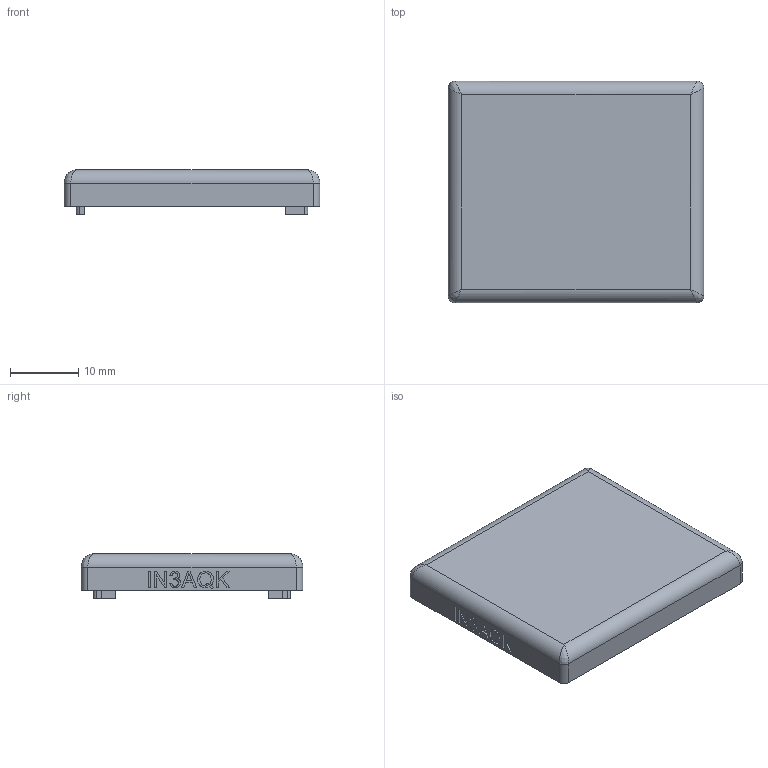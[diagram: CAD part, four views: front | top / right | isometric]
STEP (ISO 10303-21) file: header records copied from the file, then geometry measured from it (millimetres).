
FILE_DESCRIPTION(/* description */ (''),/* implementation_level */ '2;1');
FILE_NAME(/* name */ 'CN06GPSholdercap v5.stp',/* time_stamp */ '2023-01-01T15:19:08+01:00',/* author */ (''),/* organization */ (''),/* preprocessor_version */ 'ST-DEVELOPER v19.2',/* originating_system */ 'Autodesk Translation Framework v11.17.0.187',/* authorisation */ '');
FILE_SCHEMA (('AUTOMOTIVE_DESIGN { 1 0 10303 214 3 1 1 }'));
Length unit declared in the file: millimetre
Products named in the file (1): CN06_GPS_holder_cap
Bounding box: 37.6 x 32.6 x 6.6 mm (x, y, z)
Volume: 1708.1 mm3; surface area: 3777 mm2
Topology: 1 solids, 1 shells, 151 faces, 404 edges, 260 vertices
Faces by surface type: plane 81, bspline 58, cylinder 12
Entity records: 5255 total; most frequent: CARTESIAN_POINT 1846, ORIENTED_EDGE 800, DIRECTION 504, EDGE_CURVE 400, LINE 268, VECTOR 268, VERTEX_POINT 260, EDGE_LOOP 160
